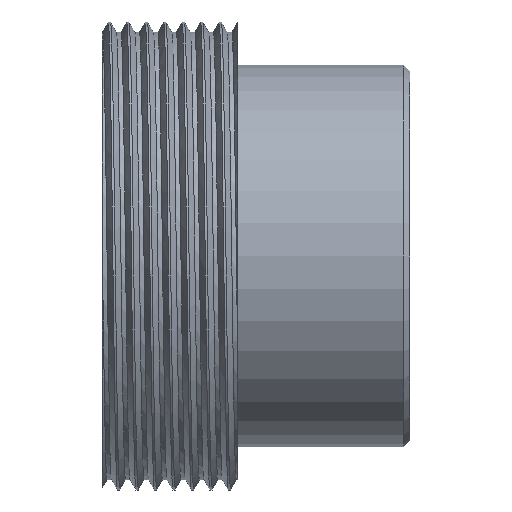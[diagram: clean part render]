
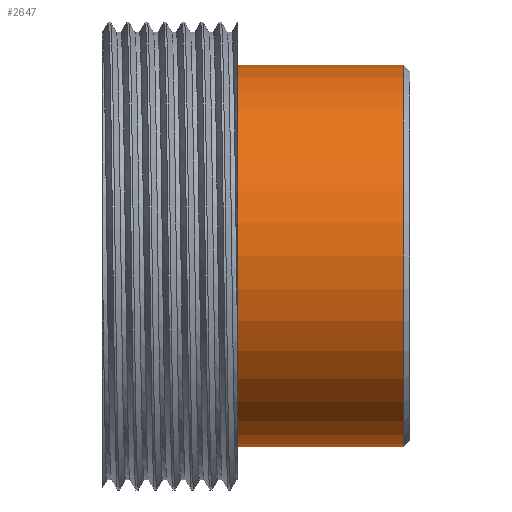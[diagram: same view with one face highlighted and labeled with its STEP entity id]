
A CAD part, front view. The second image highlights one B-rep face of the part: STEP entity #2647.
In plain terms, the highlighted cylindrical face has radius 15.5 mm (diameter 31 mm), a partial arc.
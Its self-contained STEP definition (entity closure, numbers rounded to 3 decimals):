
#7 = CARTESIAN_POINT ( 'NONE',  ( 17., 0., 15.5 ) ) ;
#171 = CARTESIAN_POINT ( 'NONE',  ( 3.5, 0., 0. ) ) ;
#435 = FACE_OUTER_BOUND ( 'NONE', #3668, .T. ) ;
#461 = CYLINDRICAL_SURFACE ( 'NONE', #4349, 15.5 ) ;
#516 = DIRECTION ( 'NONE',  ( -1., 0., 0. ) ) ;
#675 = CARTESIAN_POINT ( 'NONE',  ( 3.5, 0., -15.5 ) ) ;
#756 = ORIENTED_EDGE ( 'NONE', *, *, #3573, .F. ) ;
#853 = ORIENTED_EDGE ( 'NONE', *, *, #3456, .F. ) ;
#934 = AXIS2_PLACEMENT_3D ( 'NONE', #2465, #998, #1026 ) ;
#998 = DIRECTION ( 'NONE',  ( -1., 0., 0. ) ) ;
#1026 = DIRECTION ( 'NONE',  ( 0., 0., -1. ) ) ;
#1870 = AXIS2_PLACEMENT_3D ( 'NONE', #171, #4721, #3352 ) ;
#2019 = EDGE_CURVE ( 'NONE', #4307, #3079, #2676, .T. ) ;
#2104 = VERTEX_POINT ( 'NONE', #675 ) ;
#2241 = CARTESIAN_POINT ( 'NONE',  ( 17., 0., -15.5 ) ) ;
#2415 = DIRECTION ( 'NONE',  ( -1., 0., 0. ) ) ;
#2465 = CARTESIAN_POINT ( 'NONE',  ( 17., 0., 0. ) ) ;
#2647 = ADVANCED_FACE ( 'NONE', ( #435 ), #461, .T. ) ;
#2676 = CIRCLE ( 'NONE', #934, 15.5 ) ;
#2681 = DIRECTION ( 'NONE',  ( -1., 0., 0. ) ) ;
#2712 = EDGE_CURVE ( 'NONE', #3079, #2713, #4600, .T. ) ;
#2713 = VERTEX_POINT ( 'NONE', #4285 ) ;
#2758 = CARTESIAN_POINT ( 'NONE',  ( -36.703, 0., 15.5 ) ) ;
#3046 = ORIENTED_EDGE ( 'NONE', *, *, #2712, .T. ) ;
#3079 = VERTEX_POINT ( 'NONE', #7 ) ;
#3352 = DIRECTION ( 'NONE',  ( 0., 0., 1. ) ) ;
#3456 = EDGE_CURVE ( 'NONE', #2104, #2713, #4269, .T. ) ;
#3573 = EDGE_CURVE ( 'NONE', #4307, #2104, #4487, .T. ) ;
#3668 = EDGE_LOOP ( 'NONE', ( #756, #4153, #3046, #853 ) ) ;
#3859 = VECTOR ( 'NONE', #2681, 1000. ) ;
#4153 = ORIENTED_EDGE ( 'NONE', *, *, #2019, .T. ) ;
#4269 = CIRCLE ( 'NONE', #1870, 15.5 ) ;
#4285 = CARTESIAN_POINT ( 'NONE',  ( 3.5, 0., 15.5 ) ) ;
#4307 = VERTEX_POINT ( 'NONE', #2241 ) ;
#4349 = AXIS2_PLACEMENT_3D ( 'NONE', #4566, #516, #4641 ) ;
#4487 = LINE ( 'NONE', #4574, #3859 ) ;
#4566 = CARTESIAN_POINT ( 'NONE',  ( -36.703, 0., 0. ) ) ;
#4574 = CARTESIAN_POINT ( 'NONE',  ( -36.703, 0., -15.5 ) ) ;
#4600 = LINE ( 'NONE', #2758, #4742 ) ;
#4641 = DIRECTION ( 'NONE',  ( 0., 0., 1. ) ) ;
#4721 = DIRECTION ( 'NONE',  ( -1., 0., 0. ) ) ;
#4742 = VECTOR ( 'NONE', #2415, 1000. ) ;
